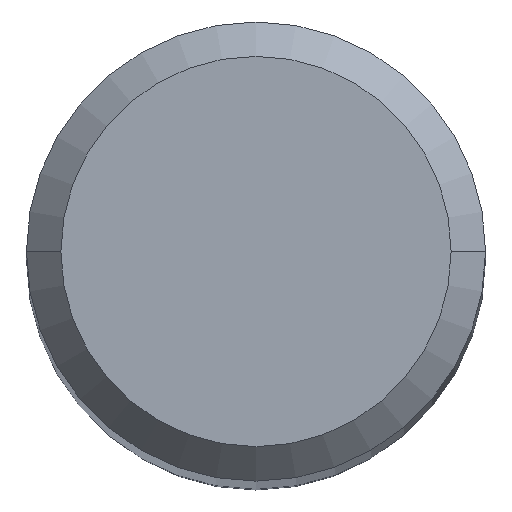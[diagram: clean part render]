
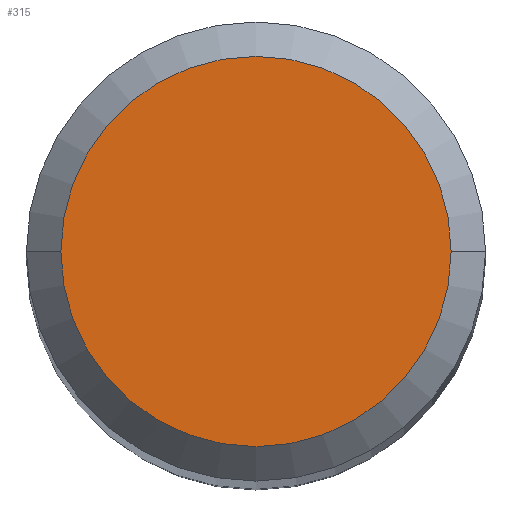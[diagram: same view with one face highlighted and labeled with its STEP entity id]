
A CAD part, top view. The second image highlights one B-rep face of the part: STEP entity #315.
In plain terms, the highlighted planar face has unit normal (0, 0, 1).
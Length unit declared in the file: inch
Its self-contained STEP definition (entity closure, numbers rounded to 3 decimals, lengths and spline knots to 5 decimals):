
#11 = CARTESIAN_POINT ( 'NONE',  ( -0.10039, 0., 0. ) ) ;
#27 = CARTESIAN_POINT ( 'NONE',  ( 0., 0., 0. ) ) ;
#35 = CARTESIAN_POINT ( 'NONE',  ( 0., 0., 0. ) ) ;
#74 = EDGE_CURVE ( 'NONE', #258, #367, #417, .T. ) ;
#97 = DIRECTION ( 'NONE',  ( 0., 0., -1. ) ) ;
#131 = FACE_OUTER_BOUND ( 'NONE', #361, .T. ) ;
#170 = DIRECTION ( 'NONE',  ( 1., 0., 0. ) ) ;
#179 = ORIENTED_EDGE ( 'NONE', *, *, #74, .T. ) ;
#190 = AXIS2_PLACEMENT_3D ( 'NONE', #384, #97, #416 ) ;
#210 = AXIS2_PLACEMENT_3D ( 'NONE', #35, #360, #289 ) ;
#257 = AXIS2_PLACEMENT_3D ( 'NONE', #27, #274, #170 ) ;
#258 = VERTEX_POINT ( 'NONE', #11 ) ;
#269 = PLANE ( 'NONE',  #190 ) ;
#274 = DIRECTION ( 'NONE',  ( 0., 0., 1. ) ) ;
#289 = DIRECTION ( 'NONE',  ( 1., 0., 0. ) ) ;
#315 = ADVANCED_FACE ( 'NONE', ( #131 ), #269, .F. ) ;
#341 = CIRCLE ( 'NONE', #257, 0.10039 ) ;
#359 = ORIENTED_EDGE ( 'NONE', *, *, #408, .T. ) ;
#360 = DIRECTION ( 'NONE',  ( 0., 0., 1. ) ) ;
#361 = EDGE_LOOP ( 'NONE', ( #179, #359 ) ) ;
#367 = VERTEX_POINT ( 'NONE', #386 ) ;
#384 = CARTESIAN_POINT ( 'NONE',  ( 0., 0., 0. ) ) ;
#386 = CARTESIAN_POINT ( 'NONE',  ( 0.10039, 0., 0. ) ) ;
#408 = EDGE_CURVE ( 'NONE', #367, #258, #341, .T. ) ;
#416 = DIRECTION ( 'NONE',  ( -1., 0., 0. ) ) ;
#417 = CIRCLE ( 'NONE', #210, 0.10039 ) ;
